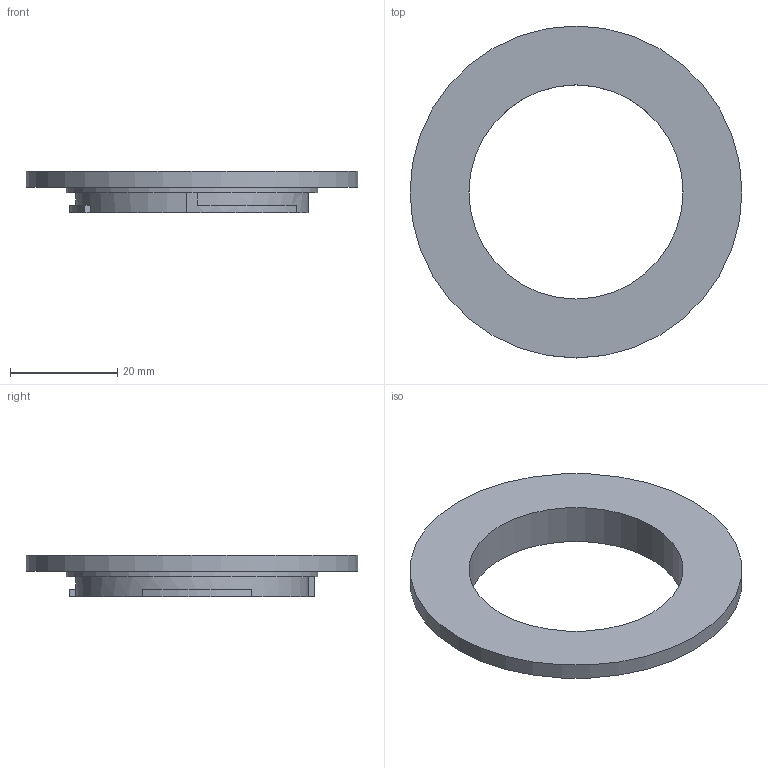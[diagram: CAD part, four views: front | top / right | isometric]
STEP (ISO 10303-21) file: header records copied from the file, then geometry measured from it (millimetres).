
FILE_DESCRIPTION(/* description */ (''),/* implementation_level */ '2;1');
FILE_NAME(/* name */ 'mountLensBase_nikonF',/* time_stamp */ '2023-12-05T12:56:57-05:00',/* author */ ('George Moua'),/* organization */ ('Archive 663'),/* preprocessor_version */ 'ST-DEVELOPER v16.7',/* originating_system */ 'Solid Edge',/* authorisation */ 'Unknown');
FILE_SCHEMA (('AUTOMOTIVE_DESIGN {1 0 10303 214 3 1 1}'));
Length unit declared in the file: millimetre
Products named in the file (3): mountLensBase; mountLensBase_nikonF_oa_0; mountLensBase_nikonF
Assembly tree (2 placements, depth 3):
  mountLensBase
    mountLensBase_nikonF_oa_0
      mountLensBase_nikonF
Bounding box: 62 x 62 x 7.75 mm (x, y, z)
Volume: 6730.7 mm3; surface area: 5943.7 mm2
Topology: 1 solids, 1 shells, 30 faces, 73 edges, 49 vertices
Faces by surface type: plane 21, cylinder 9
Full cylindrical faces by diameter (mm): 40 x1, 47 x1, 62 x1
Entity records: 937 total; most frequent: DIRECTION 159, CARTESIAN_POINT 150, ORIENTED_EDGE 138, EDGE_CURVE 69, AXIS2_PLACEMENT_3D 57, VERTEX_POINT 48, LINE 45, VECTOR 45
